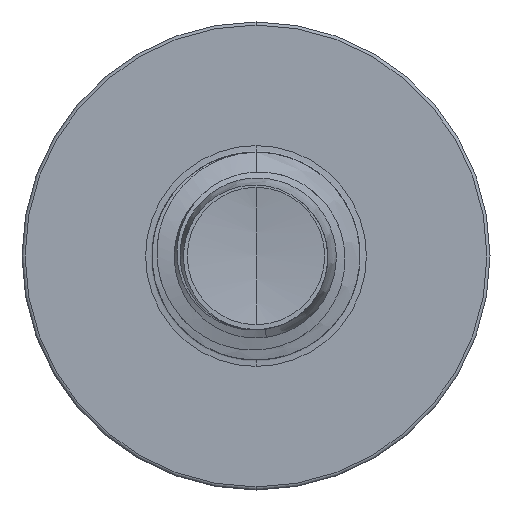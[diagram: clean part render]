
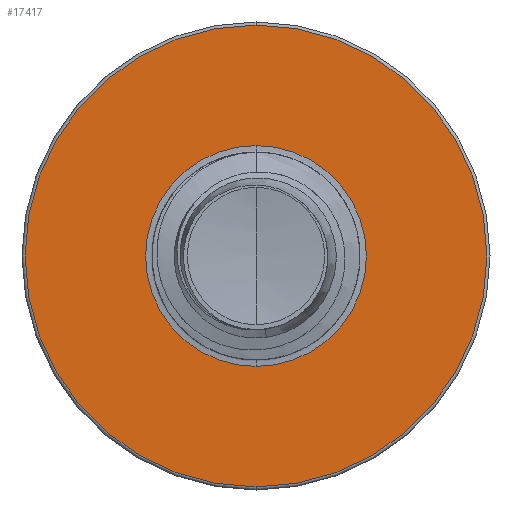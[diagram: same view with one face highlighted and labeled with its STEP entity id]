
A CAD part, front view. The second image highlights one B-rep face of the part: STEP entity #17417.
In plain terms, the highlighted planar face has unit normal (0, -1, 0).
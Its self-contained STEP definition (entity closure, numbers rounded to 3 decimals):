
#487 = AXIS2_PLACEMENT_3D ( 'NONE', #28406, #10878, #31373 ) ;
#571 = DIRECTION ( 'NONE',  ( 0., 0., 1. ) ) ;
#1443 = EDGE_CURVE ( 'NONE', #32545, #11412, #3378, .T. ) ;
#3145 = DIRECTION ( 'NONE',  ( 0., 1., 0. ) ) ;
#3378 = CIRCLE ( 'NONE', #487, 3.186 ) ;
#4056 = ORIENTED_EDGE ( 'NONE', *, *, #8486, .F. ) ;
#6285 = CARTESIAN_POINT ( 'NONE',  ( 0., 19., -3.186 ) ) ;
#6602 = AXIS2_PLACEMENT_3D ( 'NONE', #6285, #17953, #571 ) ;
#6774 = EDGE_LOOP ( 'NONE', ( #32368, #4056 ) ) ;
#7825 = DIRECTION ( 'NONE',  ( 0., 1., 0. ) ) ;
#8486 = EDGE_CURVE ( 'NONE', #24185, #31750, #13710, .T. ) ;
#8643 = CIRCLE ( 'NONE', #29372, 3.186 ) ;
#8886 = CARTESIAN_POINT ( 'NONE',  ( 0., 19., 0. ) ) ;
#10878 = DIRECTION ( 'NONE',  ( 0., 1., 0. ) ) ;
#11412 = VERTEX_POINT ( 'NONE', #34189 ) ;
#11786 = DIRECTION ( 'NONE',  ( 0., 0., 1. ) ) ;
#11845 = AXIS2_PLACEMENT_3D ( 'NONE', #25262, #7825, #28264 ) ;
#12089 = PLANE ( 'NONE',  #6602 ) ;
#13123 = ORIENTED_EDGE ( 'NONE', *, *, #19149, .T. ) ;
#13710 = CIRCLE ( 'NONE', #11845, 6.66 ) ;
#14764 = CARTESIAN_POINT ( 'NONE',  ( 0., 19., 6.66 ) ) ;
#15118 = AXIS2_PLACEMENT_3D ( 'NONE', #20523, #3145, #23455 ) ;
#16260 = CIRCLE ( 'NONE', #15118, 6.66 ) ;
#17417 = ADVANCED_FACE ( 'NONE', ( #25512, #33381 ), #12089, .F. ) ;
#17953 = DIRECTION ( 'NONE',  ( 0., 1., 0. ) ) ;
#19032 = ORIENTED_EDGE ( 'NONE', *, *, #1443, .T. ) ;
#19149 = EDGE_CURVE ( 'NONE', #11412, #32545, #8643, .T. ) ;
#20523 = CARTESIAN_POINT ( 'NONE',  ( 0., 19., 0. ) ) ;
#23455 = DIRECTION ( 'NONE',  ( 0., 0., 1. ) ) ;
#24185 = VERTEX_POINT ( 'NONE', #25481 ) ;
#24575 = CARTESIAN_POINT ( 'NONE',  ( 0., 19., 3.186 ) ) ;
#25262 = CARTESIAN_POINT ( 'NONE',  ( 0., 19., 0. ) ) ;
#25481 = CARTESIAN_POINT ( 'NONE',  ( 0., 19., -6.66 ) ) ;
#25512 = FACE_OUTER_BOUND ( 'NONE', #6774, .T. ) ;
#26146 = EDGE_LOOP ( 'NONE', ( #19032, #13123 ) ) ;
#26738 = EDGE_CURVE ( 'NONE', #31750, #24185, #16260, .T. ) ;
#28264 = DIRECTION ( 'NONE',  ( 0., 0., 1. ) ) ;
#28406 = CARTESIAN_POINT ( 'NONE',  ( 0., 19., 0. ) ) ;
#29338 = DIRECTION ( 'NONE',  ( 0., 1., 0. ) ) ;
#29372 = AXIS2_PLACEMENT_3D ( 'NONE', #8886, #29338, #11786 ) ;
#31373 = DIRECTION ( 'NONE',  ( 0., 0., 1. ) ) ;
#31750 = VERTEX_POINT ( 'NONE', #14764 ) ;
#32368 = ORIENTED_EDGE ( 'NONE', *, *, #26738, .F. ) ;
#32545 = VERTEX_POINT ( 'NONE', #24575 ) ;
#33381 = FACE_BOUND ( 'NONE', #26146, .T. ) ;
#34189 = CARTESIAN_POINT ( 'NONE',  ( 0., 19., -3.186 ) ) ;
